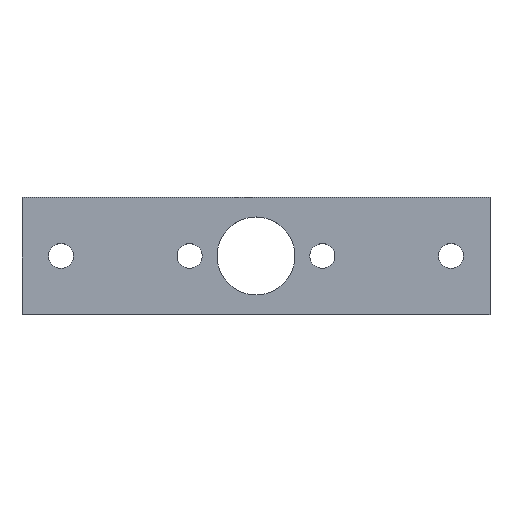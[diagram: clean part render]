
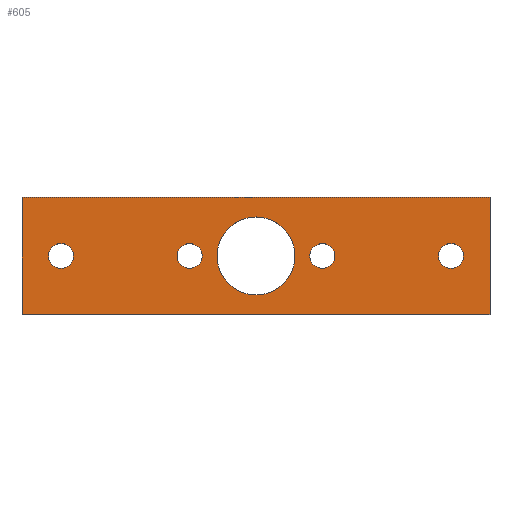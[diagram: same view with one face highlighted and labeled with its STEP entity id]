
A CAD part, top view. The second image highlights one B-rep face of the part: STEP entity #605.
In plain terms, the highlighted planar face has unit normal (0, 0, 1).
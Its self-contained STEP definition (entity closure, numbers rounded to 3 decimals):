
#4 = EDGE_CURVE ( 'NONE', #449, #203, #388, .T. ) ;
#7 = ORIENTED_EDGE ( 'NONE', *, *, #397, .T. ) ;
#8 = FACE_BOUND ( 'NONE', #223, .T. ) ;
#14 = FACE_BOUND ( 'NONE', #369, .T. ) ;
#18 = DIRECTION ( 'NONE',  ( 1., 0., 0. ) ) ;
#21 = VECTOR ( 'NONE', #219, 1000. ) ;
#22 = CARTESIAN_POINT ( 'NONE',  ( 0., -7.5, 1. ) ) ;
#24 = LINE ( 'NONE', #409, #21 ) ;
#27 = CARTESIAN_POINT ( 'NONE',  ( 10.1, 0., 1. ) ) ;
#36 = EDGE_LOOP ( 'NONE', ( #346, #90 ) ) ;
#39 = VERTEX_POINT ( 'NONE', #326 ) ;
#43 = CIRCLE ( 'NONE', #438, 1.6 ) ;
#44 = CARTESIAN_POINT ( 'NONE',  ( 0., 0., 1. ) ) ;
#46 = DIRECTION ( 'NONE',  ( 0., 0., 1. ) ) ;
#48 = AXIS2_PLACEMENT_3D ( 'NONE', #563, #46, #602 ) ;
#49 = CARTESIAN_POINT ( 'NONE',  ( 23.4, 0., 1. ) ) ;
#52 = PLANE ( 'NONE',  #482 ) ;
#53 = CARTESIAN_POINT ( 'NONE',  ( -30., -7.5, 1. ) ) ;
#54 = CARTESIAN_POINT ( 'NONE',  ( -25., 0., 1. ) ) ;
#57 = EDGE_CURVE ( 'NONE', #196, #147, #290, .T. ) ;
#60 = FACE_OUTER_BOUND ( 'NONE', #470, .T. ) ;
#61 = DIRECTION ( 'NONE',  ( 0., 0., -1. ) ) ;
#66 = DIRECTION ( 'NONE',  ( 1., 0., 0. ) ) ;
#68 = CARTESIAN_POINT ( 'NONE',  ( 5., 0., 1. ) ) ;
#69 = ORIENTED_EDGE ( 'NONE', *, *, #428, .F. ) ;
#70 = VECTOR ( 'NONE', #184, 1000. ) ;
#84 = ORIENTED_EDGE ( 'NONE', *, *, #57, .F. ) ;
#85 = EDGE_CURVE ( 'NONE', #174, #570, #215, .T. ) ;
#88 = AXIS2_PLACEMENT_3D ( 'NONE', #44, #91, #429 ) ;
#90 = ORIENTED_EDGE ( 'NONE', *, *, #565, .F. ) ;
#91 = DIRECTION ( 'NONE',  ( 0., 0., 1. ) ) ;
#92 = EDGE_LOOP ( 'NONE', ( #366, #125 ) ) ;
#97 = CARTESIAN_POINT ( 'NONE',  ( 30., 0., 1. ) ) ;
#115 = DIRECTION ( 'NONE',  ( 1., 0., 0. ) ) ;
#124 = EDGE_CURVE ( 'NONE', #416, #414, #43, .T. ) ;
#125 = ORIENTED_EDGE ( 'NONE', *, *, #471, .T. ) ;
#127 = CARTESIAN_POINT ( 'NONE',  ( 6.9, 0., 1. ) ) ;
#140 = DIRECTION ( 'NONE',  ( 0., 0., -1. ) ) ;
#141 = VERTEX_POINT ( 'NONE', #531 ) ;
#142 = EDGE_CURVE ( 'NONE', #237, #319, #153, .T. ) ;
#143 = CARTESIAN_POINT ( 'NONE',  ( -5., 0., 1. ) ) ;
#144 = DIRECTION ( 'NONE',  ( 0., 0., 1. ) ) ;
#145 = CARTESIAN_POINT ( 'NONE',  ( 0., 0., 1. ) ) ;
#146 = CIRCLE ( 'NONE', #493, 1.6 ) ;
#147 = VERTEX_POINT ( 'NONE', #253 ) ;
#148 = AXIS2_PLACEMENT_3D ( 'NONE', #426, #140, #606 ) ;
#153 = CIRCLE ( 'NONE', #359, 1.6 ) ;
#161 = CARTESIAN_POINT ( 'NONE',  ( -30., 7.5, 1. ) ) ;
#173 = EDGE_CURVE ( 'NONE', #141, #587, #499, .T. ) ;
#174 = VERTEX_POINT ( 'NONE', #53 ) ;
#184 = DIRECTION ( 'NONE',  ( 0., -1., 0. ) ) ;
#187 = DIRECTION ( 'NONE',  ( 1., 0., 0. ) ) ;
#188 = ORIENTED_EDGE ( 'NONE', *, *, #410, .F. ) ;
#191 = CARTESIAN_POINT ( 'NONE',  ( 0., 0., 1. ) ) ;
#194 = CARTESIAN_POINT ( 'NONE',  ( 0., 7.5, 1. ) ) ;
#196 = VERTEX_POINT ( 'NONE', #161 ) ;
#201 = DIRECTION ( 'NONE',  ( 0., 0., 1. ) ) ;
#203 = VERTEX_POINT ( 'NONE', #68 ) ;
#204 = VECTOR ( 'NONE', #115, 1000. ) ;
#207 = DIRECTION ( 'NONE',  ( 1., 0., 0. ) ) ;
#215 = LINE ( 'NONE', #22, #204 ) ;
#219 = DIRECTION ( 'NONE',  ( 0., -1., 0. ) ) ;
#223 = EDGE_LOOP ( 'NONE', ( #188, #411 ) ) ;
#232 = CIRCLE ( 'NONE', #464, 1.6 ) ;
#233 = CARTESIAN_POINT ( 'NONE',  ( -8.5, 0., 1. ) ) ;
#236 = AXIS2_PLACEMENT_3D ( 'NONE', #191, #144, #377 ) ;
#237 = VERTEX_POINT ( 'NONE', #127 ) ;
#249 = FACE_BOUND ( 'NONE', #516, .T. ) ;
#253 = CARTESIAN_POINT ( 'NONE',  ( 30., 7.5, 1. ) ) ;
#257 = CARTESIAN_POINT ( 'NONE',  ( -25., 0., 1. ) ) ;
#274 = ORIENTED_EDGE ( 'NONE', *, *, #453, .T. ) ;
#277 = AXIS2_PLACEMENT_3D ( 'NONE', #257, #201, #66 ) ;
#290 = LINE ( 'NONE', #194, #448 ) ;
#298 = DIRECTION ( 'NONE',  ( 1., 0., 0. ) ) ;
#313 = ORIENTED_EDGE ( 'NONE', *, *, #124, .T. ) ;
#317 = CIRCLE ( 'NONE', #48, 1.6 ) ;
#319 = VERTEX_POINT ( 'NONE', #27 ) ;
#326 = CARTESIAN_POINT ( 'NONE',  ( -6.9, 0., 1. ) ) ;
#327 = CIRCLE ( 'NONE', #88, 5. ) ;
#333 = LINE ( 'NONE', #97, #70 ) ;
#340 = FACE_BOUND ( 'NONE', #92, .T. ) ;
#342 = CARTESIAN_POINT ( 'NONE',  ( 8.5, 0., 1. ) ) ;
#346 = ORIENTED_EDGE ( 'NONE', *, *, #173, .F. ) ;
#359 = AXIS2_PLACEMENT_3D ( 'NONE', #342, #61, #298 ) ;
#366 = ORIENTED_EDGE ( 'NONE', *, *, #142, .T. ) ;
#368 = CARTESIAN_POINT ( 'NONE',  ( 26.6, 0., 1. ) ) ;
#369 = EDGE_LOOP ( 'NONE', ( #274, #313 ) ) ;
#376 = DIRECTION ( 'NONE',  ( 0., 0., 1. ) ) ;
#377 = DIRECTION ( 'NONE',  ( 1., 0., 0. ) ) ;
#379 = DIRECTION ( 'NONE',  ( 1., 0., 0. ) ) ;
#380 = FACE_BOUND ( 'NONE', #36, .T. ) ;
#388 = CIRCLE ( 'NONE', #236, 5. ) ;
#394 = DIRECTION ( 'NONE',  ( 0., 0., 1. ) ) ;
#397 = EDGE_CURVE ( 'NONE', #196, #174, #24, .T. ) ;
#399 = DIRECTION ( 'NONE',  ( 0., 0., -1. ) ) ;
#409 = CARTESIAN_POINT ( 'NONE',  ( -30., 0., 1. ) ) ;
#410 = EDGE_CURVE ( 'NONE', #420, #39, #317, .T. ) ;
#411 = ORIENTED_EDGE ( 'NONE', *, *, #455, .F. ) ;
#414 = VERTEX_POINT ( 'NONE', #49 ) ;
#416 = VERTEX_POINT ( 'NONE', #368 ) ;
#418 = CIRCLE ( 'NONE', #148, 1.6 ) ;
#420 = VERTEX_POINT ( 'NONE', #476 ) ;
#426 = CARTESIAN_POINT ( 'NONE',  ( 25., 0., 1. ) ) ;
#428 = EDGE_CURVE ( 'NONE', #147, #570, #333, .T. ) ;
#429 = DIRECTION ( 'NONE',  ( 1., 0., 0. ) ) ;
#438 = AXIS2_PLACEMENT_3D ( 'NONE', #491, #399, #207 ) ;
#442 = CARTESIAN_POINT ( 'NONE',  ( 30., -7.5, 1. ) ) ;
#448 = VECTOR ( 'NONE', #379, 1000. ) ;
#449 = VERTEX_POINT ( 'NONE', #143 ) ;
#453 = EDGE_CURVE ( 'NONE', #414, #416, #418, .T. ) ;
#455 = EDGE_CURVE ( 'NONE', #39, #420, #232, .T. ) ;
#463 = DIRECTION ( 'NONE',  ( 0., 0., -1. ) ) ;
#464 = AXIS2_PLACEMENT_3D ( 'NONE', #233, #376, #187 ) ;
#468 = AXIS2_PLACEMENT_3D ( 'NONE', #54, #479, #18 ) ;
#470 = EDGE_LOOP ( 'NONE', ( #69, #84, #7, #554 ) ) ;
#471 = EDGE_CURVE ( 'NONE', #319, #237, #146, .T. ) ;
#476 = CARTESIAN_POINT ( 'NONE',  ( -10.1, 0., 1. ) ) ;
#479 = DIRECTION ( 'NONE',  ( 0., 0., 1. ) ) ;
#482 = AXIS2_PLACEMENT_3D ( 'NONE', #145, #394, #486 ) ;
#483 = CARTESIAN_POINT ( 'NONE',  ( -23.4, 0., 1. ) ) ;
#486 = DIRECTION ( 'NONE',  ( 1., 0., 0. ) ) ;
#491 = CARTESIAN_POINT ( 'NONE',  ( 25., 0., 1. ) ) ;
#493 = AXIS2_PLACEMENT_3D ( 'NONE', #510, #463, #515 ) ;
#499 = CIRCLE ( 'NONE', #468, 1.6 ) ;
#500 = EDGE_CURVE ( 'NONE', #203, #449, #327, .T. ) ;
#503 = ORIENTED_EDGE ( 'NONE', *, *, #500, .F. ) ;
#510 = CARTESIAN_POINT ( 'NONE',  ( 8.5, 0., 1. ) ) ;
#511 = ORIENTED_EDGE ( 'NONE', *, *, #4, .F. ) ;
#515 = DIRECTION ( 'NONE',  ( 1., 0., 0. ) ) ;
#516 = EDGE_LOOP ( 'NONE', ( #511, #503 ) ) ;
#531 = CARTESIAN_POINT ( 'NONE',  ( -26.6, 0., 1. ) ) ;
#554 = ORIENTED_EDGE ( 'NONE', *, *, #85, .T. ) ;
#563 = CARTESIAN_POINT ( 'NONE',  ( -8.5, 0., 1. ) ) ;
#565 = EDGE_CURVE ( 'NONE', #587, #141, #588, .T. ) ;
#570 = VERTEX_POINT ( 'NONE', #442 ) ;
#587 = VERTEX_POINT ( 'NONE', #483 ) ;
#588 = CIRCLE ( 'NONE', #277, 1.6 ) ;
#602 = DIRECTION ( 'NONE',  ( 1., 0., 0. ) ) ;
#605 = ADVANCED_FACE ( 'NONE', ( #60, #249, #14, #8, #380, #340 ), #52, .T. ) ;
#606 = DIRECTION ( 'NONE',  ( 1., 0., 0. ) ) ;
